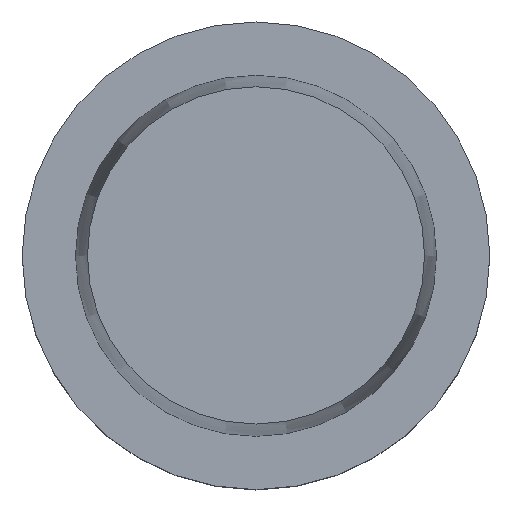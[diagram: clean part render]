
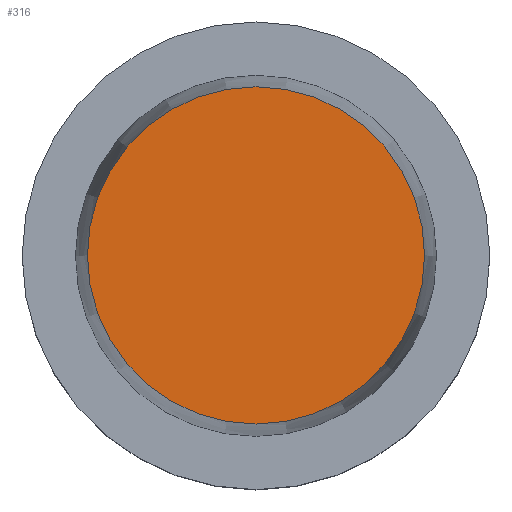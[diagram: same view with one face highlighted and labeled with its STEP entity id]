
A CAD part, top view. The second image highlights one B-rep face of the part: STEP entity #316.
In plain terms, the highlighted planar face has unit normal (0, 0, 1).
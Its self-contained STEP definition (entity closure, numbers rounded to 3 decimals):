
#219=PLANE('',#2296);
#316=ADVANCED_FACE('CU_CO_N1_SU_3',(#458),#219,.F.);
#458=FACE_OUTER_BOUND('',#568,.T.);
#568=EDGE_LOOP('',(#1238));
#646=CIRCLE('',#2295,22.712);
#1238=ORIENTED_EDGE('',*,*,#1827,.F.);
#1548=VERTEX_POINT('',#4410);
#1827=EDGE_CURVE('',#1548,#1548,#646,.T.);
#2295=AXIS2_PLACEMENT_3D('',#4409,#2696,#2697);
#2296=AXIS2_PLACEMENT_3D('',#4411,#2698,#2699);
#2696=DIRECTION('',(0.,0.,-1.));
#2697=DIRECTION('',(-1.,0.,0.));
#2698=DIRECTION('',(0.,0.,-1.));
#2699=DIRECTION('',(-1.,0.,0.));
#4409=CARTESIAN_POINT('',(0.,0.,32.));
#4410=CARTESIAN_POINT('',(-22.712,0.,32.));
#4411=CARTESIAN_POINT('',(0.,0.,32.));
